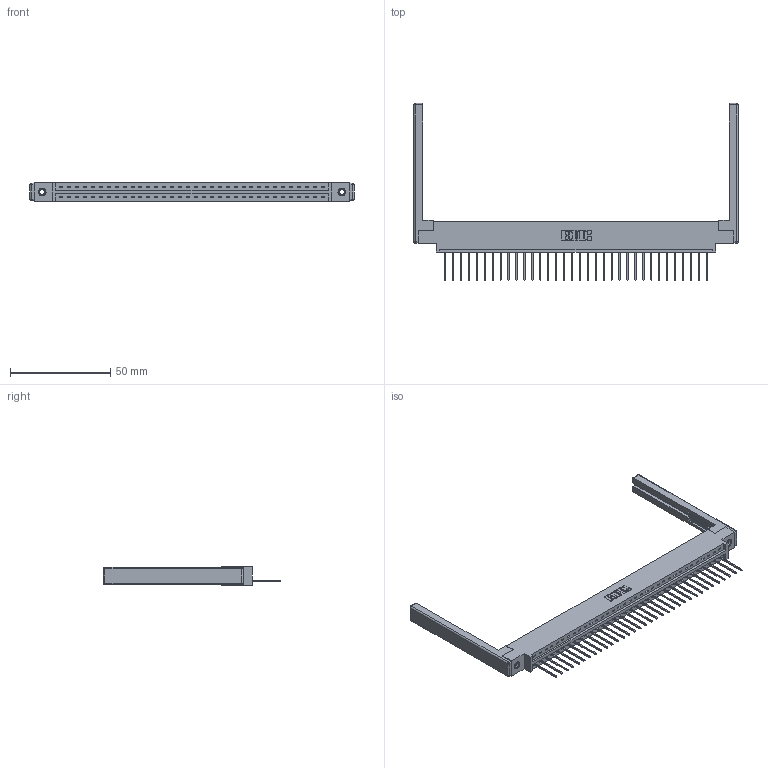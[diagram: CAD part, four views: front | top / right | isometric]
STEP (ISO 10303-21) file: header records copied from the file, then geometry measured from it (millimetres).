
FILE_DESCRIPTION (( 'STEP AP203' ), '1' );
FILE_NAME ('337-034-540-668.STEP', '2019-10-01T11:52:33', ( '' ), ( '' ), 'SwSTEP 2.0', 'SolidWorks 2016', '' );
FILE_SCHEMA (( 'CONFIG_CONTROL_DESIGN' ));
Length unit declared in the file: inch
Products named in the file (5): 345-292-001_345-293-140; 337-034-540-668; 307-220-068; 337 Part_0.170 Offset - 0.156 Dia-TI; 345-250-001_345-250-001-102
Assembly tree (39 placements, depth 2):
  337-034-540-668
    337 Part_0.170 Offset - 0.156 Dia-TI
    345-292-001_345-293-140  x34
    345-250-001_345-250-001-102  x2
    307-220-068  x2
Bounding box: 162.15 x 88.52 x 9.4 mm (x, y, z)
Volume: 21072.8 mm3; surface area: 21724.3 mm2
Topology: 39 solids, 39 shells, 2380 faces, 7105 edges, 4670 vertices
Faces by surface type: plane 1726, cylinder 630, cone 12, sphere 8, torus 4
Entity records: 29218 total; most frequent: CARTESIAN_POINT 5045, ORIENTED_EDGE 5004, DIRECTION 4336, EDGE_CURVE 2502, LINE 2324, VECTOR 2324, VERTEX_POINT 1658, AXIS2_PLACEMENT_3D 1006
